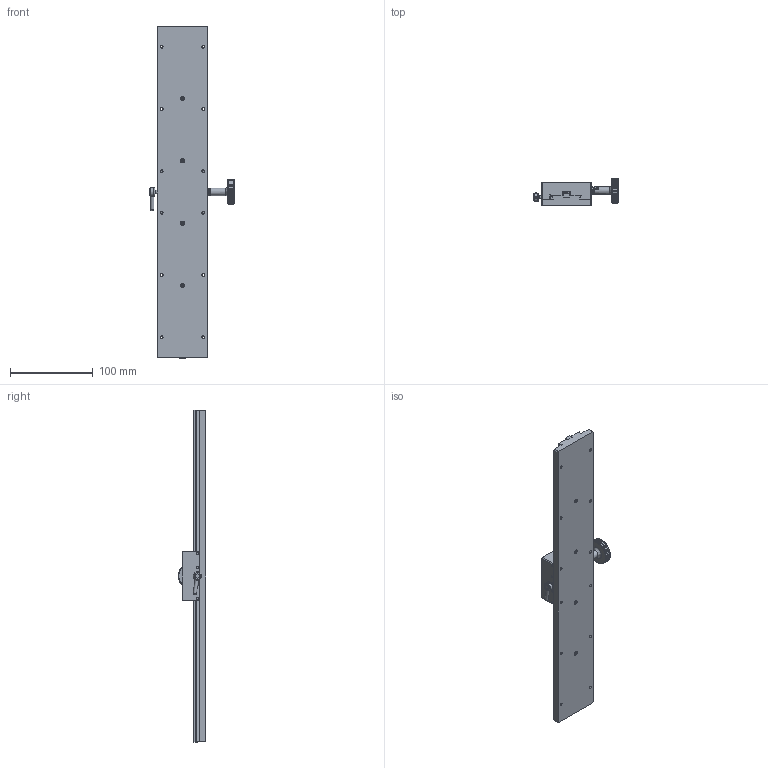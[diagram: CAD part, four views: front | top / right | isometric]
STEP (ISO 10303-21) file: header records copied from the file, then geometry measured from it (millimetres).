
FILE_DESCRIPTION (( 'STEP AP203' ), '1' );
FILE_NAME ('528707.STEP', '2024-10-14T05:49:57', ( 'Windows User' ), ( 'P R C' ), 'SwSTEP 2.0', 'SolidWorks 2020', '' );
FILE_SCHEMA (( 'CONFIG_CONTROL_DESIGN' ));
Products named in the file (1): 528707
Bounding box: 101.79 x 33.01 x 400 mm (x, y, z)
Volume: 313666.1 mm3; surface area: 99083.9 mm2
Topology: 19 solids, 19 shells, 667 faces, 1570 edges, 961 vertices
Faces by surface type: plane 302, cylinder 166, cone 158, bspline 41
Full cylindrical faces by diameter (mm): 2.05 x6, 2.5 x15, 2.9 x6, 3 x5, 3.3 x23, 4 x4, 4.1 x2, 4.5 x6, 5 x10, 6 x12, 7.4 x1, 8 x4, 9 x2, 10 x2
Entity records: 102831 total; most frequent: CARTESIAN_POINT 89095, DIRECTION 2701, ORIENTED_EDGE 2676, EDGE_CURVE 1338, AXIS2_PLACEMENT_3D 1101, EDGE_LOOP 931, VERTEX_POINT 891, FACE_OUTER_BOUND 772
